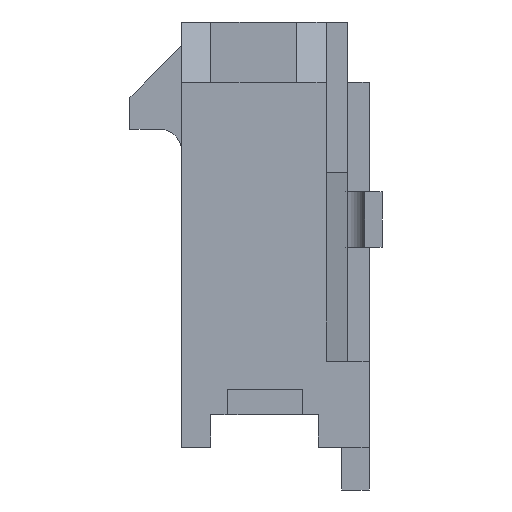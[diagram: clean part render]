
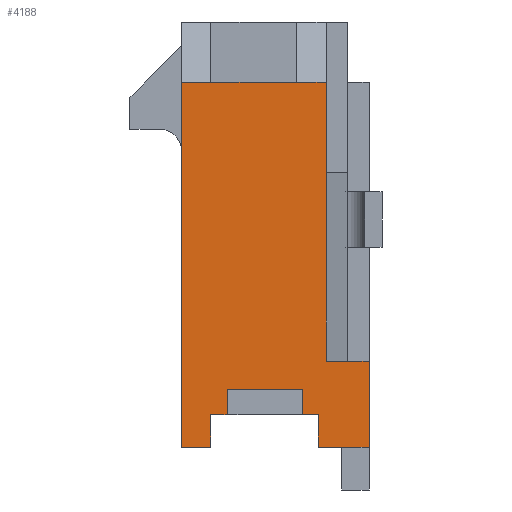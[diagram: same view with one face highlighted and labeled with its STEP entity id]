
A CAD part, left-side view. The second image highlights one B-rep face of the part: STEP entity #4188.
In plain terms, the highlighted planar face has unit normal (-1, 0, 0).
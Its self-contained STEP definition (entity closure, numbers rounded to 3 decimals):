
#1=DIRECTION('',(0.,0.,-1.));
#2=VECTOR('',#1,2.1);
#3=CARTESIAN_POINT('',(-13.82,-1.435,3.55));
#4=LINE('',#3,#2);
#5=DIRECTION('',(0.,0.,-1.));
#6=VECTOR('',#5,4.4);
#7=CARTESIAN_POINT('',(-13.82,-1.435,1.45));
#8=LINE('',#7,#6);
#9=DIRECTION('',(0.,0.,-1.));
#10=VECTOR('',#9,2.);
#11=CARTESIAN_POINT('',(-13.82,-2.435,-2.95));
#12=LINE('',#11,#10);
#13=DIRECTION('',(0.,1.,0.));
#14=VECTOR('',#13,1.185);
#15=CARTESIAN_POINT('',(-13.82,-2.435,-4.95));
#16=LINE('',#15,#14);
#17=DIRECTION('',(0.,0.,1.));
#18=VECTOR('',#17,0.75);
#19=CARTESIAN_POINT('',(-13.82,-1.25,-4.95));
#20=LINE('',#19,#18);
#21=DIRECTION('',(0.,1.,0.));
#22=VECTOR('',#21,0.375);
#23=CARTESIAN_POINT('',(-13.82,-1.25,-4.2));
#24=LINE('',#23,#22);
#25=DIRECTION('',(0.,0.,-1.));
#26=VECTOR('',#25,0.6);
#27=CARTESIAN_POINT('',(-13.82,-0.875,-3.6));
#28=LINE('',#27,#26);
#29=DIRECTION('',(0.,-1.,0.));
#30=VECTOR('',#29,1.75);
#31=CARTESIAN_POINT('',(-13.82,0.875,-3.6));
#32=LINE('',#31,#30);
#33=DIRECTION('',(0.,0.,1.));
#34=VECTOR('',#33,0.6);
#35=CARTESIAN_POINT('',(-13.82,0.875,-4.2));
#36=LINE('',#35,#34);
#37=DIRECTION('',(0.,1.,0.));
#38=VECTOR('',#37,0.375);
#39=CARTESIAN_POINT('',(-13.82,0.875,-4.2));
#40=LINE('',#39,#38);
#41=DIRECTION('',(0.,0.,-1.));
#42=VECTOR('',#41,0.75);
#43=CARTESIAN_POINT('',(-13.82,1.25,-4.2));
#44=LINE('',#43,#42);
#45=DIRECTION('',(0.,1.,0.));
#46=VECTOR('',#45,0.685);
#47=CARTESIAN_POINT('',(-13.82,1.25,-4.95));
#48=LINE('',#47,#46);
#49=DIRECTION('',(0.,0.,1.));
#50=VECTOR('',#49,8.5);
#51=CARTESIAN_POINT('',(-13.82,1.935,-4.95));
#52=LINE('',#51,#50);
#53=DIRECTION('',(0.,-1.,0.));
#54=VECTOR('',#53,0.68);
#55=CARTESIAN_POINT('',(-13.82,1.935,3.55));
#56=LINE('',#55,#54);
#57=DIRECTION('',(0.,1.,0.));
#58=VECTOR('',#57,2.);
#59=CARTESIAN_POINT('',(-13.82,-0.745,3.55));
#60=LINE('',#59,#58);
#61=DIRECTION('',(0.,-1.,0.));
#62=VECTOR('',#61,0.69);
#63=CARTESIAN_POINT('',(-13.82,-0.745,3.55));
#64=LINE('',#63,#62);
#285=DIRECTION('',(0.,1.,0.));
#286=VECTOR('',#285,1.);
#287=CARTESIAN_POINT('',(-13.82,-2.435,-2.95));
#288=LINE('',#287,#286);
#3127=CARTESIAN_POINT('',(-13.82,-2.435,-2.95));
#3128=CARTESIAN_POINT('',(-13.82,-2.435,-4.95));
#3129=VERTEX_POINT('',#3127);
#3130=VERTEX_POINT('',#3128);
#3131=CARTESIAN_POINT('',(-13.82,-1.25,-4.95));
#3132=VERTEX_POINT('',#3131);
#3140=CARTESIAN_POINT('',(-13.82,1.935,3.55));
#3142=VERTEX_POINT('',#3140);
#3147=CARTESIAN_POINT('',(-13.82,1.935,-4.95));
#3148=VERTEX_POINT('',#3147);
#3171=CARTESIAN_POINT('',(-13.82,-1.25,-4.2));
#3172=VERTEX_POINT('',#3171);
#3173=CARTESIAN_POINT('',(-13.82,1.25,-4.2));
#3174=CARTESIAN_POINT('',(-13.82,1.25,-4.95));
#3175=VERTEX_POINT('',#3173);
#3176=VERTEX_POINT('',#3174);
#3197=CARTESIAN_POINT('',(-13.82,-1.435,-2.95));
#3198=VERTEX_POINT('',#3197);
#3203=CARTESIAN_POINT('',(-13.82,-0.745,3.55));
#3204=CARTESIAN_POINT('',(-13.82,1.255,3.55));
#3205=VERTEX_POINT('',#3203);
#3206=VERTEX_POINT('',#3204);
#3711=CARTESIAN_POINT('',(-13.82,0.875,-4.2));
#3712=CARTESIAN_POINT('',(-13.82,0.875,-3.6));
#3713=VERTEX_POINT('',#3711);
#3714=VERTEX_POINT('',#3712);
#3715=CARTESIAN_POINT('',(-13.82,-0.875,-3.6));
#3716=VERTEX_POINT('',#3715);
#3717=CARTESIAN_POINT('',(-13.82,-0.875,-4.2));
#3718=VERTEX_POINT('',#3717);
#3769=CARTESIAN_POINT('',(-13.82,-1.435,3.55));
#3770=CARTESIAN_POINT('',(-13.82,-1.435,1.45));
#3771=VERTEX_POINT('',#3769);
#3772=VERTEX_POINT('',#3770);
#4147=CARTESIAN_POINT('',(-13.82,0.,0.));
#4148=DIRECTION('',(1.,0.,0.));
#4149=DIRECTION('',(0.,0.,-1.));
#4150=AXIS2_PLACEMENT_3D('',#4147,#4148,#4149);
#4151=PLANE('',#4150);
#4153=ORIENTED_EDGE('',*,*,#4152,.T.);
#4155=ORIENTED_EDGE('',*,*,#4154,.T.);
#4157=ORIENTED_EDGE('',*,*,#4156,.F.);
#4159=ORIENTED_EDGE('',*,*,#4158,.T.);
#4161=ORIENTED_EDGE('',*,*,#4160,.T.);
#4163=ORIENTED_EDGE('',*,*,#4162,.T.);
#4165=ORIENTED_EDGE('',*,*,#4164,.T.);
#4167=ORIENTED_EDGE('',*,*,#4166,.F.);
#4169=ORIENTED_EDGE('',*,*,#4168,.F.);
#4171=ORIENTED_EDGE('',*,*,#4170,.F.);
#4173=ORIENTED_EDGE('',*,*,#4172,.T.);
#4175=ORIENTED_EDGE('',*,*,#4174,.T.);
#4177=ORIENTED_EDGE('',*,*,#4176,.T.);
#4179=ORIENTED_EDGE('',*,*,#4178,.T.);
#4181=ORIENTED_EDGE('',*,*,#4180,.T.);
#4183=ORIENTED_EDGE('',*,*,#4182,.F.);
#4185=ORIENTED_EDGE('',*,*,#4184,.T.);
#4186=EDGE_LOOP('',(#4153,#4155,#4157,#4159,#4161,#4163,#4165,#4167,#4169,#4171,
#4173,#4175,#4177,#4179,#4181,#4183,#4185));
#4187=FACE_OUTER_BOUND('',#4186,.F.);
#4188=ADVANCED_FACE('',(#4187),#4151,.F.);
#4152=EDGE_CURVE('',#3771,#3772,#4,.T.);
#4154=EDGE_CURVE('',#3772,#3198,#8,.T.);
#4156=EDGE_CURVE('',#3129,#3198,#288,.T.);
#4158=EDGE_CURVE('',#3129,#3130,#12,.T.);
#4160=EDGE_CURVE('',#3130,#3132,#16,.T.);
#4162=EDGE_CURVE('',#3132,#3172,#20,.T.);
#4164=EDGE_CURVE('',#3172,#3718,#24,.T.);
#4166=EDGE_CURVE('',#3716,#3718,#28,.T.);
#4168=EDGE_CURVE('',#3714,#3716,#32,.T.);
#4170=EDGE_CURVE('',#3713,#3714,#36,.T.);
#4172=EDGE_CURVE('',#3713,#3175,#40,.T.);
#4174=EDGE_CURVE('',#3175,#3176,#44,.T.);
#4176=EDGE_CURVE('',#3176,#3148,#48,.T.);
#4178=EDGE_CURVE('',#3148,#3142,#52,.T.);
#4180=EDGE_CURVE('',#3142,#3206,#56,.T.);
#4182=EDGE_CURVE('',#3205,#3206,#60,.T.);
#4184=EDGE_CURVE('',#3205,#3771,#64,.T.);
